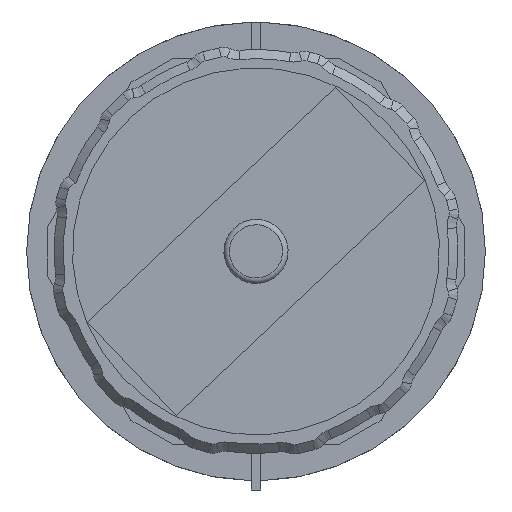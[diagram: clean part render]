
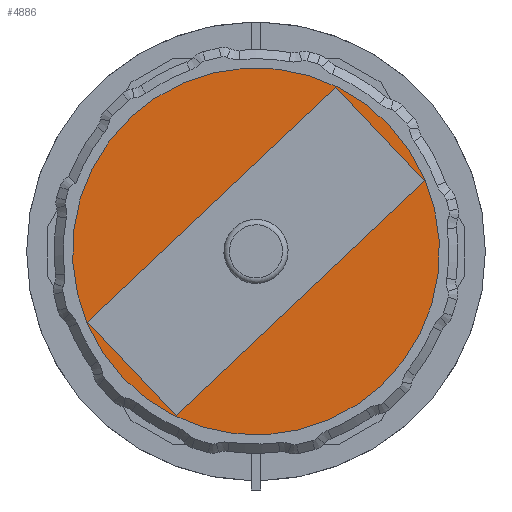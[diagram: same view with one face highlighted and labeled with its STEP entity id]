
A CAD part, front view. The second image highlights one B-rep face of the part: STEP entity #4886.
In plain terms, the highlighted planar face has unit normal (0, -1, 0).
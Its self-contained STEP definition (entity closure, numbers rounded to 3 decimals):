
#75=FACE_BOUND('',#775,.T.);
#232=PLANE('',#5504);
#485=FACE_OUTER_BOUND('',#774,.T.);
#774=EDGE_LOOP('',(#3827));
#775=EDGE_LOOP('',(#3828,#3829,#3830,#3831));
#1108=LINE('',#7923,#1517);
#1112=LINE('',#7931,#1521);
#1115=LINE('',#7937,#1524);
#1118=LINE('',#7942,#1527);
#1517=VECTOR('',#6556,10.);
#1521=VECTOR('',#6562,10.);
#1524=VECTOR('',#6567,10.);
#1527=VECTOR('',#6572,10.);
#1938=CIRCLE('',#5503,10.);
#2218=VERTEX_POINT('',#7921);
#2219=VERTEX_POINT('',#7922);
#2222=VERTEX_POINT('',#7930);
#2224=VERTEX_POINT('',#7936);
#2226=VERTEX_POINT('',#7946);
#2785=EDGE_CURVE('',#2218,#2219,#1108,.T.);
#2789=EDGE_CURVE('',#2219,#2222,#1112,.T.);
#2792=EDGE_CURVE('',#2222,#2224,#1115,.T.);
#2795=EDGE_CURVE('',#2224,#2218,#1118,.T.);
#2797=EDGE_CURVE('',#2226,#2226,#1938,.T.);
#3827=ORIENTED_EDGE('',*,*,#2797,.T.);
#3828=ORIENTED_EDGE('',*,*,#2785,.T.);
#3829=ORIENTED_EDGE('',*,*,#2789,.T.);
#3830=ORIENTED_EDGE('',*,*,#2792,.T.);
#3831=ORIENTED_EDGE('',*,*,#2795,.T.);
#4886=ADVANCED_FACE('',(#485,#75),#232,.F.);
#5503=AXIS2_PLACEMENT_3D('',#7947,#6578,#6579);
#5504=AXIS2_PLACEMENT_3D('',#7948,#6580,#6581);
#6556=DIRECTION('',(0.,0.,1.));
#6562=DIRECTION('',(1.,0.,0.));
#6567=DIRECTION('',(0.,0.,-1.));
#6572=DIRECTION('',(-1.,0.,0.));
#6578=DIRECTION('center_axis',(0.,-1.,0.));
#6579=DIRECTION('ref_axis',(-1.,0.,0.));
#6580=DIRECTION('center_axis',(0.,1.,0.));
#6581=DIRECTION('ref_axis',(0.,0.,1.));
#7921=CARTESIAN_POINT('',(-9.3,-0.2,-3.5));
#7922=CARTESIAN_POINT('',(-9.3,-0.2,3.5));
#7923=CARTESIAN_POINT('',(-9.3,-0.2,1.75));
#7930=CARTESIAN_POINT('',(9.3,-0.2,3.5));
#7931=CARTESIAN_POINT('',(4.65,-0.2,3.5));
#7936=CARTESIAN_POINT('',(9.3,-0.2,-3.5));
#7937=CARTESIAN_POINT('',(9.3,-0.2,-1.75));
#7942=CARTESIAN_POINT('',(-4.65,-0.2,-3.5));
#7946=CARTESIAN_POINT('',(10.,-0.2,0.));
#7947=CARTESIAN_POINT('Origin',(0.,-0.2,0.));
#7948=CARTESIAN_POINT('Origin',(0.,-0.2,0.));
